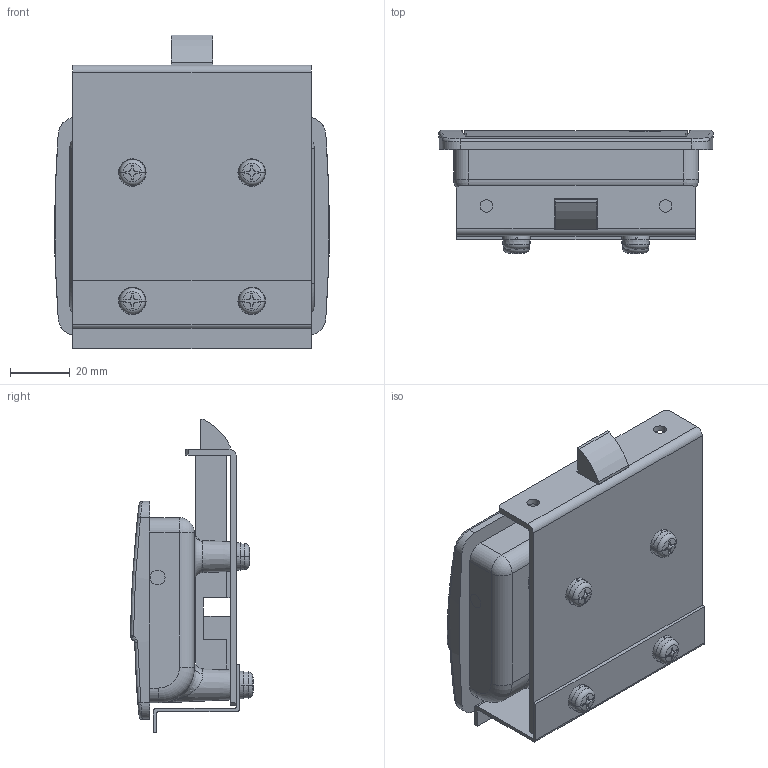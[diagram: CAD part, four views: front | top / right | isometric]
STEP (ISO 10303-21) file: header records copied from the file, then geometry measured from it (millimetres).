
FILE_DESCRIPTION (( 'STEP AP203' ), '1' );
FILE_NAME ('sone3D.STEP', '2014-01-27T06:00:10', ( '' ), ( '' ), 'SwSTEP 2.0', 'SolidWorks 2012', '' );
FILE_SCHEMA (( 'CONFIG_CONTROL_DESIGN' ));
Length unit declared in the file: millimetre
Products named in the file (6): sone3D; AP-151R-2-1-スライダー_; AP-151R-2-1-M5_; AP-151R-2-1-プレート_; AP-151R-2-1-レバー_; AP-151R-2-1-ケーシング_
Assembly tree (8 placements, depth 2):
  sone3D
    AP-151R-2-1-ケーシング_
    AP-151R-2-1-レバー_
    AP-151R-2-1-プレート_
    AP-151R-2-1-M5_  x4
    AP-151R-2-1-スライダー_
Bounding box: 91.85 x 41.2 x 105 mm (x, y, z)
Volume: 80085.9 mm3; surface area: 63195.7 mm2
Topology: 9 solids, 9 shells, 410 faces, 1042 edges, 654 vertices
Faces by surface type: plane 178, cylinder 140, cone 32, bspline 28, torus 26, sphere 6
Entity records: 11752 total; most frequent: CARTESIAN_POINT 4009, ORIENTED_EDGE 1488, DIRECTION 1441, EDGE_CURVE 744, AXIS2_PLACEMENT_3D 529, VERTEX_POINT 472, LINE 383, VECTOR 383
